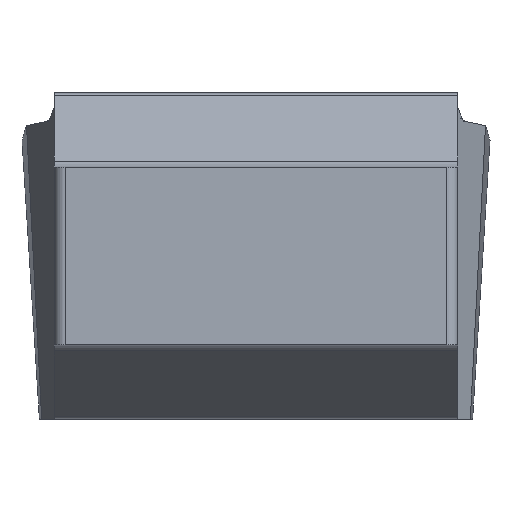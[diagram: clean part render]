
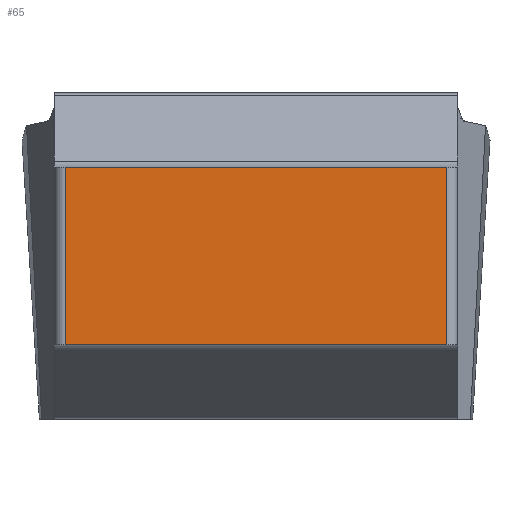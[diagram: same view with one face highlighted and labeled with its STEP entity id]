
A CAD part, front view. The second image highlights one B-rep face of the part: STEP entity #65.
In plain terms, the highlighted planar face has unit normal (0, -1, 0).
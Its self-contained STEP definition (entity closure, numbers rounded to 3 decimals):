
#65=ADVANCED_FACE('',(#109),#92,.T.);
#92=PLANE('',#583);
#109=FACE_OUTER_BOUND('',#136,.T.);
#136=EDGE_LOOP('',(#163,#164,#165,#166));
#163=ORIENTED_EDGE('',*,*,#363,.T.);
#164=ORIENTED_EDGE('',*,*,#364,.T.);
#165=ORIENTED_EDGE('',*,*,#365,.F.);
#166=ORIENTED_EDGE('',*,*,#366,.T.);
#313=VERTEX_POINT('',#878);
#314=VERTEX_POINT('',#879);
#315=VERTEX_POINT('',#881);
#316=VERTEX_POINT('',#883);
#363=EDGE_CURVE('',#313,#314,#438,.T.);
#364=EDGE_CURVE('',#314,#315,#439,.T.);
#365=EDGE_CURVE('',#316,#315,#440,.T.);
#366=EDGE_CURVE('',#316,#313,#441,.T.);
#438=LINE('',#877,#492);
#439=LINE('',#880,#493);
#440=LINE('',#882,#494);
#441=LINE('',#884,#495);
#492=VECTOR('',#638,1.);
#493=VECTOR('',#639,1.);
#494=VECTOR('',#640,1.);
#495=VECTOR('',#641,1.);
#583=AXIS2_PLACEMENT_3D('',#885,#642,#643);
#638=DIRECTION('',(1.,0.,0.));
#639=DIRECTION('',(0.,0.,1.));
#640=DIRECTION('',(1.,0.,0.));
#641=DIRECTION('',(0.,0.,-1.));
#642=DIRECTION('',(0.,-1.,0.));
#643=DIRECTION('',(1.,0.,0.));
#877=CARTESIAN_POINT('',(5.5,-14.7,-6.858));
#878=CARTESIAN_POINT('',(-5.2,-14.7,-6.858));
#879=CARTESIAN_POINT('',(5.2,-14.7,-6.858));
#880=CARTESIAN_POINT('',(5.2,-14.7,7.));
#881=CARTESIAN_POINT('',(5.2,-14.7,-2.032));
#882=CARTESIAN_POINT('',(5.5,-14.7,-2.032));
#883=CARTESIAN_POINT('',(-5.2,-14.7,-2.032));
#884=CARTESIAN_POINT('',(-5.2,-14.7,7.));
#885=CARTESIAN_POINT('',(5.5,-14.7,7.));
